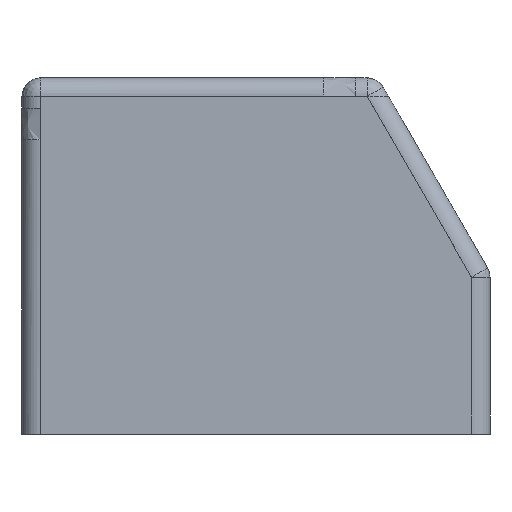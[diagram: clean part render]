
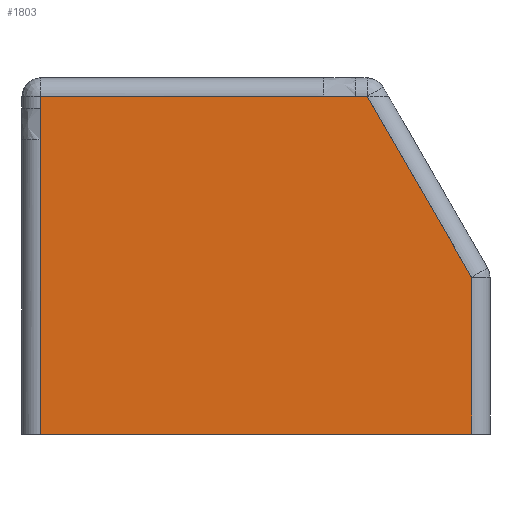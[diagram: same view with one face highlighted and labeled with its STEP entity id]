
A CAD part, front view. The second image highlights one B-rep face of the part: STEP entity #1803.
In plain terms, the highlighted planar face has unit normal (0, -1, 0).
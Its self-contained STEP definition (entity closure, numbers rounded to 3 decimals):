
#80 = PLANE('',#81);
#81 = AXIS2_PLACEMENT_3D('',#82,#83,#84);
#82 = CARTESIAN_POINT('',(73.2,53.,0.));
#83 = DIRECTION('',(0.,0.,-1.));
#84 = DIRECTION('',(-1.,0.,0.));
#108 = PLANE('',#109);
#109 = AXIS2_PLACEMENT_3D('',#110,#111,#112);
#110 = CARTESIAN_POINT('',(0.,53.,0.));
#111 = DIRECTION('',(-1.,0.,0.));
#112 = DIRECTION('',(0.,0.,1.));
#236 = VERTEX_POINT('',#237);
#237 = CARTESIAN_POINT('',(70.2,-53.,0.));
#252 = CYLINDRICAL_SURFACE('',#253,3.);
#253 = AXIS2_PLACEMENT_3D('',#254,#255,#256);
#254 = CARTESIAN_POINT('',(70.2,-50.,25.555));
#255 = DIRECTION('',(0.,0.,-1.));
#256 = DIRECTION('',(1.,0.,0.));
#264 = EDGE_CURVE('',#236,#265,#267,.T.);
#265 = VERTEX_POINT('',#266);
#266 = CARTESIAN_POINT('',(0.,-53.,0.));
#267 = SURFACE_CURVE('',#268,(#272,#279),.PCURVE_S1.);
#268 = LINE('',#269,#270);
#269 = CARTESIAN_POINT('',(73.2,-53.,0.));
#270 = VECTOR('',#271,1.);
#271 = DIRECTION('',(-1.,0.,0.));
#272 = PCURVE('',#80,#273);
#273 = DEFINITIONAL_REPRESENTATION('',(#274),#278);
#274 = LINE('',#275,#276);
#275 = CARTESIAN_POINT('',(0.,-106.));
#276 = VECTOR('',#277,1.);
#277 = DIRECTION('',(1.,0.));
#278 = ( GEOMETRIC_REPRESENTATION_CONTEXT(2) 
PARAMETRIC_REPRESENTATION_CONTEXT() REPRESENTATION_CONTEXT('2D SPACE',''
  ) );
#279 = PCURVE('',#280,#285);
#280 = PLANE('',#281);
#281 = AXIS2_PLACEMENT_3D('',#282,#283,#284);
#282 = CARTESIAN_POINT('',(36.6,-53.,27.5));
#283 = DIRECTION('',(0.,1.,0.));
#284 = DIRECTION('',(0.,0.,1.));
#285 = DEFINITIONAL_REPRESENTATION('',(#286),#290);
#286 = LINE('',#287,#288);
#287 = CARTESIAN_POINT('',(-27.5,36.6));
#288 = VECTOR('',#289,1.);
#289 = DIRECTION('',(0.,-1.));
#290 = ( GEOMETRIC_REPRESENTATION_CONTEXT(2) 
PARAMETRIC_REPRESENTATION_CONTEXT() REPRESENTATION_CONTEXT('2D SPACE',''
  ) );
#1316 = EDGE_CURVE('',#265,#1317,#1319,.T.);
#1317 = VERTEX_POINT('',#1318);
#1318 = CARTESIAN_POINT('',(0.,-53.,55.));
#1319 = SURFACE_CURVE('',#1320,(#1324,#1331),.PCURVE_S1.);
#1320 = LINE('',#1321,#1322);
#1321 = CARTESIAN_POINT('',(0.,-53.,0.));
#1322 = VECTOR('',#1323,1.);
#1323 = DIRECTION('',(0.,0.,1.));
#1324 = PCURVE('',#108,#1325);
#1325 = DEFINITIONAL_REPRESENTATION('',(#1326),#1330);
#1326 = LINE('',#1327,#1328);
#1327 = CARTESIAN_POINT('',(0.,-106.));
#1328 = VECTOR('',#1329,1.);
#1329 = DIRECTION('',(1.,0.));
#1330 = ( GEOMETRIC_REPRESENTATION_CONTEXT(2) 
PARAMETRIC_REPRESENTATION_CONTEXT() REPRESENTATION_CONTEXT('2D SPACE',''
  ) );
#1331 = PCURVE('',#280,#1332);
#1332 = DEFINITIONAL_REPRESENTATION('',(#1333),#1337);
#1333 = LINE('',#1334,#1335);
#1334 = CARTESIAN_POINT('',(-27.5,-36.6));
#1335 = VECTOR('',#1336,1.);
#1336 = DIRECTION('',(1.,0.));
#1337 = ( GEOMETRIC_REPRESENTATION_CONTEXT(2) 
PARAMETRIC_REPRESENTATION_CONTEXT() REPRESENTATION_CONTEXT('2D SPACE',''
  ) );
#1355 = PLANE('',#1356);
#1356 = AXIS2_PLACEMENT_3D('',#1357,#1358,#1359);
#1357 = CARTESIAN_POINT('',(0.,53.,55.));
#1358 = DIRECTION('',(0.,0.,1.));
#1359 = DIRECTION('',(1.,0.,0.));
#1758 = VERTEX_POINT('',#1759);
#1759 = CARTESIAN_POINT('',(70.2,-53.,25.555));
#1781 = EDGE_CURVE('',#1758,#236,#1782,.T.);
#1782 = SURFACE_CURVE('',#1783,(#1787,#1794),.PCURVE_S1.);
#1783 = LINE('',#1784,#1785);
#1784 = CARTESIAN_POINT('',(70.2,-53.,25.555));
#1785 = VECTOR('',#1786,1.);
#1786 = DIRECTION('',(0.,0.,-1.));
#1787 = PCURVE('',#252,#1788);
#1788 = DEFINITIONAL_REPRESENTATION('',(#1789),#1793);
#1789 = LINE('',#1790,#1791);
#1790 = CARTESIAN_POINT('',(1.571,0.));
#1791 = VECTOR('',#1792,1.);
#1792 = DIRECTION('',(0.,1.));
#1793 = ( GEOMETRIC_REPRESENTATION_CONTEXT(2) 
PARAMETRIC_REPRESENTATION_CONTEXT() REPRESENTATION_CONTEXT('2D SPACE',''
  ) );
#1794 = PCURVE('',#280,#1795);
#1795 = DEFINITIONAL_REPRESENTATION('',(#1796),#1800);
#1796 = LINE('',#1797,#1798);
#1797 = CARTESIAN_POINT('',(-1.945,33.6));
#1798 = VECTOR('',#1799,1.);
#1799 = DIRECTION('',(-1.,0.));
#1800 = ( GEOMETRIC_REPRESENTATION_CONTEXT(2) 
PARAMETRIC_REPRESENTATION_CONTEXT() REPRESENTATION_CONTEXT('2D SPACE',''
  ) );
#1803 = ADVANCED_FACE('',(#1804),#280,.F.);
#1804 = FACE_BOUND('',#1805,.F.);
#1805 = EDGE_LOOP('',(#1806,#1807,#1808,#1831,#1857));
#1806 = ORIENTED_EDGE('',*,*,#264,.T.);
#1807 = ORIENTED_EDGE('',*,*,#1316,.T.);
#1808 = ORIENTED_EDGE('',*,*,#1809,.T.);
#1809 = EDGE_CURVE('',#1317,#1810,#1812,.T.);
#1810 = VERTEX_POINT('',#1811);
#1811 = CARTESIAN_POINT('',(53.2,-53.,55.));
#1812 = SURFACE_CURVE('',#1813,(#1817,#1824),.PCURVE_S1.);
#1813 = LINE('',#1814,#1815);
#1814 = CARTESIAN_POINT('',(0.,-53.,55.));
#1815 = VECTOR('',#1816,1.);
#1816 = DIRECTION('',(1.,0.,0.));
#1817 = PCURVE('',#280,#1818);
#1818 = DEFINITIONAL_REPRESENTATION('',(#1819),#1823);
#1819 = LINE('',#1820,#1821);
#1820 = CARTESIAN_POINT('',(27.5,-36.6));
#1821 = VECTOR('',#1822,1.);
#1822 = DIRECTION('',(0.,1.));
#1823 = ( GEOMETRIC_REPRESENTATION_CONTEXT(2) 
PARAMETRIC_REPRESENTATION_CONTEXT() REPRESENTATION_CONTEXT('2D SPACE',''
  ) );
#1824 = PCURVE('',#1355,#1825);
#1825 = DEFINITIONAL_REPRESENTATION('',(#1826),#1830);
#1826 = LINE('',#1827,#1828);
#1827 = CARTESIAN_POINT('',(0.,-106.));
#1828 = VECTOR('',#1829,1.);
#1829 = DIRECTION('',(1.,0.));
#1830 = ( GEOMETRIC_REPRESENTATION_CONTEXT(2) 
PARAMETRIC_REPRESENTATION_CONTEXT() REPRESENTATION_CONTEXT('2D SPACE',''
  ) );
#1831 = ORIENTED_EDGE('',*,*,#1832,.F.);
#1832 = EDGE_CURVE('',#1758,#1810,#1833,.T.);
#1833 = SURFACE_CURVE('',#1834,(#1838,#1845),.PCURVE_S1.);
#1834 = LINE('',#1835,#1836);
#1835 = CARTESIAN_POINT('',(57.079,-53.,48.282));
#1836 = VECTOR('',#1837,1.);
#1837 = DIRECTION('',(-0.5,0.,0.866));
#1838 = PCURVE('',#280,#1839);
#1839 = DEFINITIONAL_REPRESENTATION('',(#1840),#1844);
#1840 = LINE('',#1841,#1842);
#1841 = CARTESIAN_POINT('',(20.782,20.479));
#1842 = VECTOR('',#1843,1.);
#1843 = DIRECTION('',(0.866,-0.5));
#1844 = ( GEOMETRIC_REPRESENTATION_CONTEXT(2) 
PARAMETRIC_REPRESENTATION_CONTEXT() REPRESENTATION_CONTEXT('2D SPACE',''
  ) );
#1845 = PCURVE('',#1846,#1851);
#1846 = PLANE('',#1847);
#1847 = AXIS2_PLACEMENT_3D('',#1848,#1849,#1850);
#1848 = CARTESIAN_POINT('',(53.2,-141.469,55.));
#1849 = DIRECTION('',(-0.866,0.,-0.5));
#1850 = DIRECTION('',(0.5,0.,-0.866));
#1851 = DEFINITIONAL_REPRESENTATION('',(#1852),#1856);
#1852 = LINE('',#1853,#1854);
#1853 = CARTESIAN_POINT('',(7.758,-88.469));
#1854 = VECTOR('',#1855,1.);
#1855 = DIRECTION('',(-1.,0.));
#1856 = ( GEOMETRIC_REPRESENTATION_CONTEXT(2) 
PARAMETRIC_REPRESENTATION_CONTEXT() REPRESENTATION_CONTEXT('2D SPACE',''
  ) );
#1857 = ORIENTED_EDGE('',*,*,#1781,.T.);
